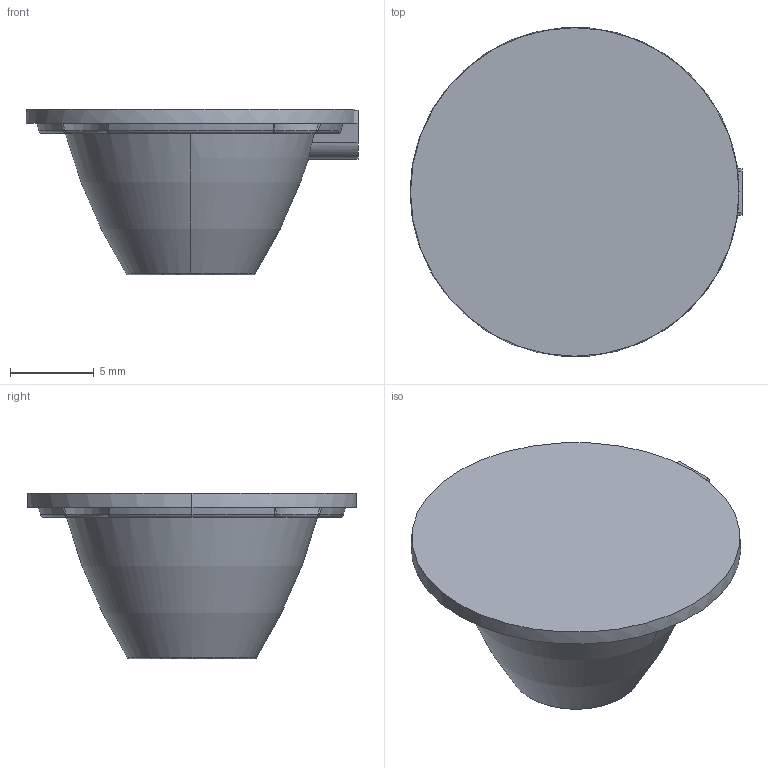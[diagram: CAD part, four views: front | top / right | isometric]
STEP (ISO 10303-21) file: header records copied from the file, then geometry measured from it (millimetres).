
FILE_DESCRIPTION (( 'STEP AP203' ), '1' );
FILE_NAME ('60148 Rev1 Customer.STEP', '2020-11-19T10:03:03', ( '' ), ( '' ), 'SwSTEP 2.0', 'SolidWorks 2019', '' );
FILE_SCHEMA (( 'CONFIG_CONTROL_DESIGN' ));
Length unit declared in the file: millimetre
Products named in the file (1): 60148 Rev1 Customer
Bounding box: 19.85 x 19.65 x 9.9 mm (x, y, z)
Volume: 1258.9 mm3; surface area: 969.3 mm2
Topology: 1 solids, 1 shells, 59 faces, 140 edges, 82 vertices
Faces by surface type: torus 16, cone 16, plane 10, sphere 8, bspline 8, cylinder 1
Entity records: 1923 total; most frequent: CARTESIAN_POINT 531, DIRECTION 292, ORIENTED_EDGE 276, EDGE_CURVE 138, AXIS2_PLACEMENT_3D 135, CIRCLE 83, VERTEX_POINT 82, EDGE_LOOP 60
